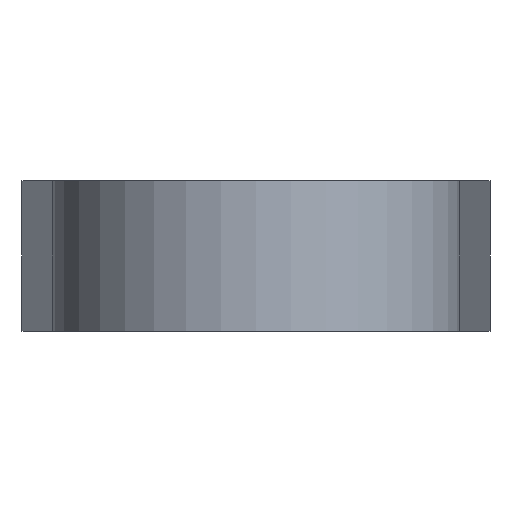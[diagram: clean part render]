
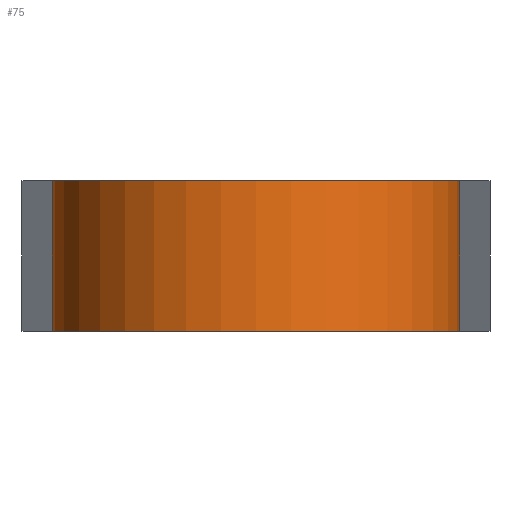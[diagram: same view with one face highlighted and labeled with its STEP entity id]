
A CAD part, left-side view. The second image highlights one B-rep face of the part: STEP entity #75.
In plain terms, the highlighted cylindrical face has radius 8.1 mm (diameter 16.2 mm), a partial arc.
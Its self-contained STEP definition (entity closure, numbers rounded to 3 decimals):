
#75 = ADVANCED_FACE( '', ( #86 ), #87, .T. );
#86 = FACE_OUTER_BOUND( '', #108, .T. );
#87 = CYLINDRICAL_SURFACE( '', #109, 8.1 );
#108 = EDGE_LOOP( '', ( #130, #131, #132, #133 ) );
#109 = AXIS2_PLACEMENT_3D( '', #134, #135, #136 );
#130 = ORIENTED_EDGE( '', *, *, #208, .F. );
#131 = ORIENTED_EDGE( '', *, *, #209, .F. );
#132 = ORIENTED_EDGE( '', *, *, #210, .T. );
#133 = ORIENTED_EDGE( '', *, *, #211, .T. );
#134 = CARTESIAN_POINT( '', ( -32.52, 30., -6. ) );
#135 = DIRECTION( '', ( 0., 0., -1. ) );
#136 = DIRECTION( '', ( 1., 0., 0. ) );
#208 = EDGE_CURVE( '', #232, #233, #234, .T. );
#209 = EDGE_CURVE( '', #235, #232, #236, .T. );
#210 = EDGE_CURVE( '', #235, #237, #238, .T. );
#211 = EDGE_CURVE( '', #237, #233, #239, .T. );
#232 = VERTEX_POINT( '', #272 );
#233 = VERTEX_POINT( '', #273 );
#234 = CIRCLE( '', #274, 8.1 );
#235 = VERTEX_POINT( '', #275 );
#236 = LINE( '', #276, #277 );
#237 = VERTEX_POINT( '', #278 );
#238 = CIRCLE( '', #279, 8.1 );
#239 = LINE( '', #280, #281 );
#272 = CARTESIAN_POINT( '', ( -32.52, 38.1, 0. ) );
#273 = CARTESIAN_POINT( '', ( -32.52, 21.9, 0. ) );
#274 = AXIS2_PLACEMENT_3D( '', #328, #329, #330 );
#275 = CARTESIAN_POINT( '', ( -32.52, 38.1, -6. ) );
#276 = CARTESIAN_POINT( '', ( -32.52, 38.1, -6. ) );
#277 = VECTOR( '', #331, 1000. );
#278 = CARTESIAN_POINT( '', ( -32.52, 21.9, -6. ) );
#279 = AXIS2_PLACEMENT_3D( '', #332, #333, #334 );
#280 = CARTESIAN_POINT( '', ( -32.52, 21.9, -6. ) );
#281 = VECTOR( '', #335, 1000. );
#328 = CARTESIAN_POINT( '', ( -32.52, 30., 0. ) );
#329 = DIRECTION( '', ( 0., 0., 1. ) );
#330 = DIRECTION( '', ( 1., 0., 0. ) );
#331 = DIRECTION( '', ( 0., 0., 1. ) );
#332 = CARTESIAN_POINT( '', ( -32.52, 30., -6. ) );
#333 = DIRECTION( '', ( 0., 0., 1. ) );
#334 = DIRECTION( '', ( 1., 0., 0. ) );
#335 = DIRECTION( '', ( 0., 0., 1. ) );
